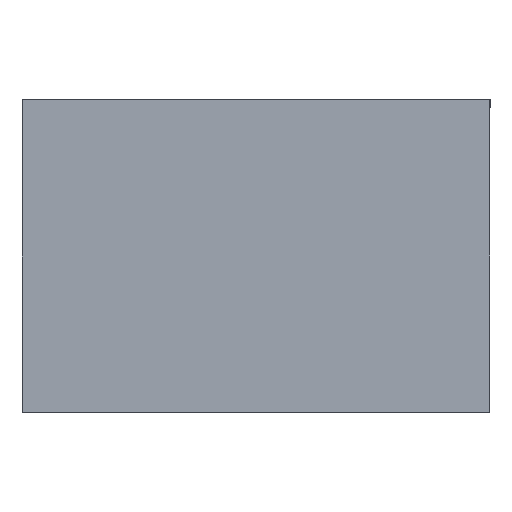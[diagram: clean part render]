
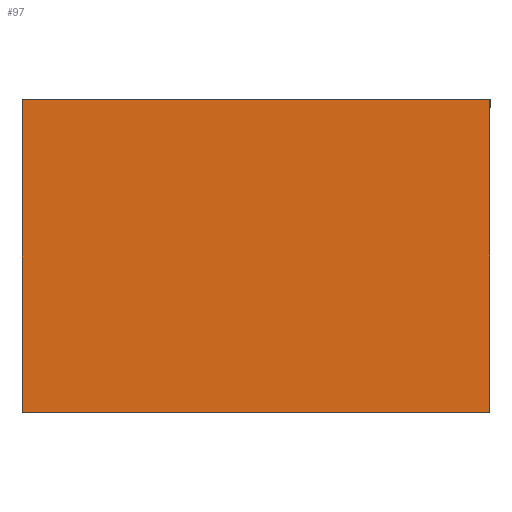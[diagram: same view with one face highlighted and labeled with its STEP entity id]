
A CAD part, left-side view. The second image highlights one B-rep face of the part: STEP entity #97.
In plain terms, the highlighted planar face has unit normal (-1, 0, 0).
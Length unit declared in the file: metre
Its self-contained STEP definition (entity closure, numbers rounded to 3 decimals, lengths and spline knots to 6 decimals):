
#8 = VERTEX_POINT ( 'NONE', #766 ) ;
#88 = ORIENTED_EDGE ( 'NONE', *, *, #693, .T. ) ;
#92 = CARTESIAN_POINT ( 'NONE',  ( -5.625779, 0., -0.000399 ) ) ;
#97 = ADVANCED_FACE ( 'NONE', ( #615 ), #232, .T. ) ;
#108 = CARTESIAN_POINT ( 'NONE',  ( -5.625779, -1.2192, 0.812401 ) ) ;
#129 = EDGE_CURVE ( 'NONE', #8, #698, #800, .T. ) ;
#135 = LINE ( 'NONE', #793, #678 ) ;
#136 = VERTEX_POINT ( 'NONE', #413 ) ;
#172 = LINE ( 'NONE', #284, #327 ) ;
#178 = EDGE_CURVE ( 'NONE', #256, #136, #577, .T. ) ;
#232 = PLANE ( 'NONE',  #382 ) ;
#256 = VERTEX_POINT ( 'NONE', #108 ) ;
#258 = VECTOR ( 'NONE', #742, 1. ) ;
#259 = EDGE_LOOP ( 'NONE', ( #812, #88, #575, #356 ) ) ;
#284 = CARTESIAN_POINT ( 'NONE',  ( -5.625779, 0., 0. ) ) ;
#293 = CARTESIAN_POINT ( 'NONE',  ( -5.625779, 0., 0.812401 ) ) ;
#327 = VECTOR ( 'NONE', #412, 1. ) ;
#356 = ORIENTED_EDGE ( 'NONE', *, *, #574, .T. ) ;
#363 = DIRECTION ( 'NONE',  ( 0., 0., 1. ) ) ;
#364 = DIRECTION ( 'NONE',  ( -1., 0., 0. ) ) ;
#382 = AXIS2_PLACEMENT_3D ( 'NONE', #661, #364, #485 ) ;
#412 = DIRECTION ( 'NONE',  ( 0., 0., -1. ) ) ;
#413 = CARTESIAN_POINT ( 'NONE',  ( -5.625779, 0., 0.812401 ) ) ;
#416 = CARTESIAN_POINT ( 'NONE',  ( -5.625779, -1.2192, -0.000399 ) ) ;
#485 = DIRECTION ( 'NONE',  ( 0., -1., 0. ) ) ;
#541 = DIRECTION ( 'NONE',  ( 0., 1., 0. ) ) ;
#563 = VECTOR ( 'NONE', #541, 1. ) ;
#574 = EDGE_CURVE ( 'NONE', #136, #8, #172, .T. ) ;
#575 = ORIENTED_EDGE ( 'NONE', *, *, #178, .T. ) ;
#577 = LINE ( 'NONE', #293, #563 ) ;
#615 = FACE_OUTER_BOUND ( 'NONE', #259, .T. ) ;
#661 = CARTESIAN_POINT ( 'NONE',  ( -5.625779, 0., 0. ) ) ;
#678 = VECTOR ( 'NONE', #363, 1. ) ;
#693 = EDGE_CURVE ( 'NONE', #698, #256, #135, .T. ) ;
#698 = VERTEX_POINT ( 'NONE', #416 ) ;
#742 = DIRECTION ( 'NONE',  ( 0., -1., 0. ) ) ;
#766 = CARTESIAN_POINT ( 'NONE',  ( -5.625779, 0., -0.000399 ) ) ;
#793 = CARTESIAN_POINT ( 'NONE',  ( -5.625779, -1.2192, 0. ) ) ;
#800 = LINE ( 'NONE', #92, #258 ) ;
#812 = ORIENTED_EDGE ( 'NONE', *, *, #129, .T. ) ;
